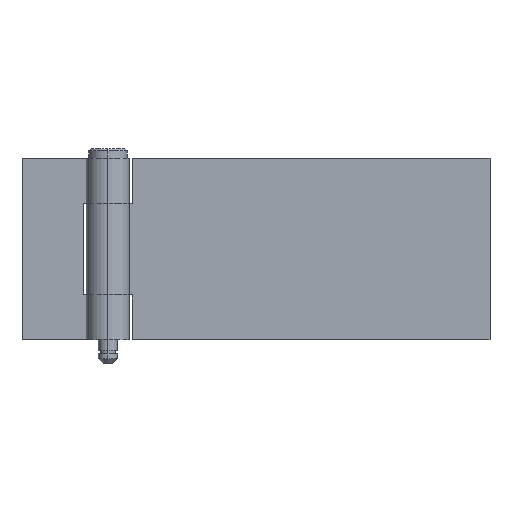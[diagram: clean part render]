
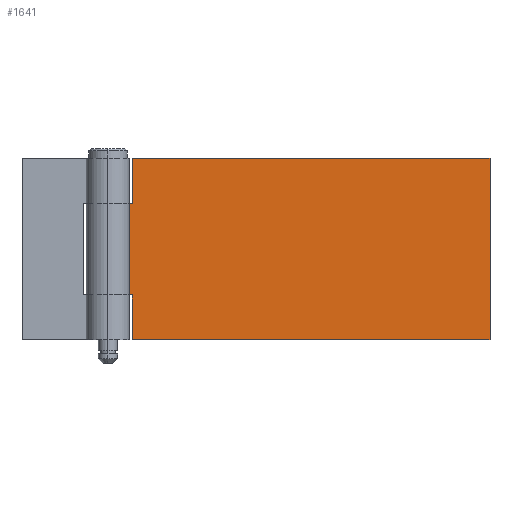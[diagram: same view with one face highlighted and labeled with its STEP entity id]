
A CAD part, top view. The second image highlights one B-rep face of the part: STEP entity #1641.
In plain terms, the highlighted face is planar.
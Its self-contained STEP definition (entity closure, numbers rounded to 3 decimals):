
#80 = VERTEX_POINT ( 'NONE', #468 ) ;
#86 = VERTEX_POINT ( 'NONE', #517 ) ;
#93 = VERTEX_POINT ( 'NONE', #506 ) ;
#113 = VERTEX_POINT ( 'NONE', #536 ) ;
#114 = EDGE_CURVE ( 'NONE', #113, #80, #535, .T. ) ;
#126 = EDGE_CURVE ( 'NONE', #93, #86, #570, .T. ) ;
#128 = VERTEX_POINT ( 'NONE', #566 ) ;
#134 = EDGE_CURVE ( 'NONE', #128, #135, #619, .T. ) ;
#135 = VERTEX_POINT ( 'NONE', #615 ) ;
#468 = CARTESIAN_POINT ( 'NONE',  ( 5.1, 0., 2.2 ) ) ;
#506 = CARTESIAN_POINT ( 'NONE',  ( 80., 38., 2.2 ) ) ;
#517 = CARTESIAN_POINT ( 'NONE',  ( 5.1, 38., 2.2 ) ) ;
#532 = DIRECTION ( 'NONE',  ( -1., 0., 0. ) ) ;
#533 = VECTOR ( 'NONE', #532, 1000. ) ;
#534 = CARTESIAN_POINT ( 'NONE',  ( 80., 0., 2.2 ) ) ;
#535 = LINE ( 'NONE', #534, #533 ) ;
#536 = CARTESIAN_POINT ( 'NONE',  ( 80., 0., 2.2 ) ) ;
#566 = CARTESIAN_POINT ( 'NONE',  ( 3.926, 28.65, 2.2 ) ) ;
#567 = DIRECTION ( 'NONE',  ( -1., 0., 0. ) ) ;
#568 = VECTOR ( 'NONE', #567, 1000. ) ;
#569 = CARTESIAN_POINT ( 'NONE',  ( 80., 38., 2.2 ) ) ;
#570 = LINE ( 'NONE', #569, #568 ) ;
#615 = CARTESIAN_POINT ( 'NONE',  ( 3.926, 9.5, 2.2 ) ) ;
#616 = DIRECTION ( 'NONE',  ( 0., -1., 0. ) ) ;
#617 = VECTOR ( 'NONE', #616, 1000. ) ;
#618 = CARTESIAN_POINT ( 'NONE',  ( 3.926, 38., 2.2 ) ) ;
#619 = LINE ( 'NONE', #618, #617 ) ;
#1010 = LINE ( 'NONE', #1071, #1070 ) ;
#1017 = DIRECTION ( 'NONE',  ( 1., 0., 0. ) ) ;
#1018 = DIRECTION ( 'NONE',  ( 0., 0., 1. ) ) ;
#1019 = CARTESIAN_POINT ( 'NONE',  ( 80., 38., 2.2 ) ) ;
#1020 = AXIS2_PLACEMENT_3D ( 'NONE', #1019, #1018, #1017 ) ;
#1021 = PLANE ( 'NONE',  #1020 ) ;
#1022 = FACE_OUTER_BOUND ( 'NONE', #1629, .T. ) ;
#1027 = DIRECTION ( 'NONE',  ( 1., 0., 0. ) ) ;
#1028 = VECTOR ( 'NONE', #1027, 1000. ) ;
#1029 = CARTESIAN_POINT ( 'NONE',  ( 80., 28.65, 2.2 ) ) ;
#1030 = LINE ( 'NONE', #1029, #1028 ) ;
#1031 = CARTESIAN_POINT ( 'NONE',  ( 5.1, 28.65, 2.2 ) ) ;
#1046 = DIRECTION ( 'NONE',  ( 0., 1., 0. ) ) ;
#1047 = VECTOR ( 'NONE', #1046, 1000. ) ;
#1048 = CARTESIAN_POINT ( 'NONE',  ( 5.1, 38., 2.2 ) ) ;
#1049 = LINE ( 'NONE', #1048, #1047 ) ;
#1054 = DIRECTION ( 'NONE',  ( 0., 1., 0. ) ) ;
#1055 = VECTOR ( 'NONE', #1054, 1000. ) ;
#1056 = CARTESIAN_POINT ( 'NONE',  ( 5.1, 38., 2.2 ) ) ;
#1057 = LINE ( 'NONE', #1056, #1055 ) ;
#1058 = CARTESIAN_POINT ( 'NONE',  ( 5.1, 9.5, 2.2 ) ) ;
#1059 = DIRECTION ( 'NONE',  ( -1., 0., 0. ) ) ;
#1060 = VECTOR ( 'NONE', #1059, 1000. ) ;
#1061 = CARTESIAN_POINT ( 'NONE',  ( 80., 9.5, 2.2 ) ) ;
#1067 = LINE ( 'NONE', #1061, #1060 ) ;
#1069 = DIRECTION ( 'NONE',  ( 0., -1., 0. ) ) ;
#1070 = VECTOR ( 'NONE', #1069, 1000. ) ;
#1071 = CARTESIAN_POINT ( 'NONE',  ( 80., 38., 2.2 ) ) ;
#1629 = EDGE_LOOP ( 'NONE', ( #1631, #1666, #1659, #1660, #1656, #1658, #1654, #1651 ) ) ;
#1631 = ORIENTED_EDGE ( 'NONE', *, *, #1638, .T. ) ;
#1636 = VERTEX_POINT ( 'NONE', #1031 ) ;
#1638 = EDGE_CURVE ( 'NONE', #128, #1636, #1030, .T. ) ;
#1641 = ADVANCED_FACE ( 'NONE', ( #1022 ), #1021, .F. ) ;
#1649 = EDGE_CURVE ( 'NONE', #93, #113, #1010, .T. ) ;
#1651 = ORIENTED_EDGE ( 'NONE', *, *, #134, .F. ) ;
#1653 = EDGE_CURVE ( 'NONE', #1655, #135, #1067, .T. ) ;
#1654 = ORIENTED_EDGE ( 'NONE', *, *, #1653, .T. ) ;
#1655 = VERTEX_POINT ( 'NONE', #1058 ) ;
#1656 = ORIENTED_EDGE ( 'NONE', *, *, #114, .T. ) ;
#1657 = EDGE_CURVE ( 'NONE', #80, #1655, #1057, .T. ) ;
#1658 = ORIENTED_EDGE ( 'NONE', *, *, #1657, .T. ) ;
#1659 = ORIENTED_EDGE ( 'NONE', *, *, #126, .F. ) ;
#1660 = ORIENTED_EDGE ( 'NONE', *, *, #1649, .T. ) ;
#1666 = ORIENTED_EDGE ( 'NONE', *, *, #1667, .T. ) ;
#1667 = EDGE_CURVE ( 'NONE', #1636, #86, #1049, .T. ) ;
